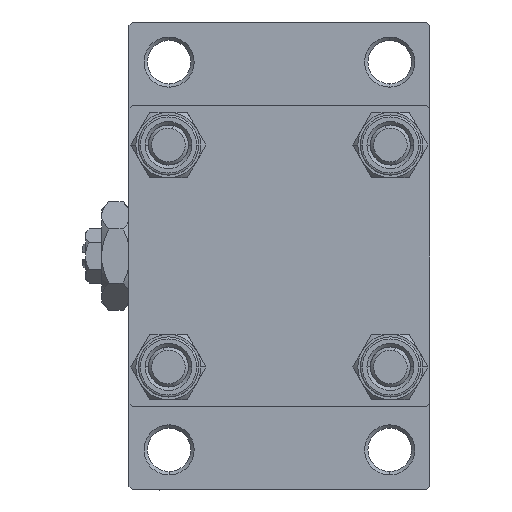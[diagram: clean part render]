
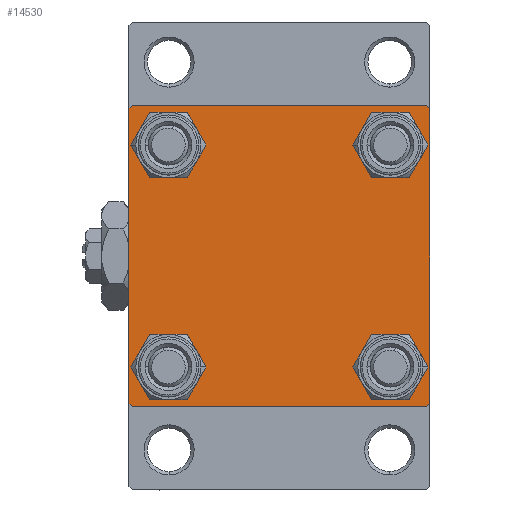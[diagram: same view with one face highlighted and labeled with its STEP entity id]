
A CAD part, left-side view. The second image highlights one B-rep face of the part: STEP entity #14530.
In plain terms, the highlighted planar face has unit normal (-1, 0, 0).
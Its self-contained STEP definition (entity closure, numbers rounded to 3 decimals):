
#1854 = DIRECTION ( 'NONE',  ( 0., -0.707, -0.707 ) ) ;
#1986 = CARTESIAN_POINT ( 'NONE',  ( 0., 22.5, -22.5 ) ) ;
#2073 = VECTOR ( 'NONE', #33310, 1000. ) ;
#2116 = LINE ( 'NONE', #36074, #31981 ) ;
#2381 = VERTEX_POINT ( 'NONE', #26935 ) ;
#2416 = FACE_BOUND ( 'NONE', #17379, .T. ) ;
#2545 = CARTESIAN_POINT ( 'NONE',  ( 0., -16.6, 20.1 ) ) ;
#2997 = DIRECTION ( 'NONE',  ( 1., 0., 0. ) ) ;
#3055 = EDGE_CURVE ( 'NONE', #29073, #38788, #2116, .T. ) ;
#3359 = ORIENTED_EDGE ( 'NONE', *, *, #30772, .T. ) ;
#3674 = VECTOR ( 'NONE', #5147, 1000. ) ;
#4970 = ORIENTED_EDGE ( 'NONE', *, *, #26418, .T. ) ;
#5021 = CARTESIAN_POINT ( 'NONE',  ( 0., -16.6, 13.1 ) ) ;
#5147 = DIRECTION ( 'NONE',  ( 0., 0., -1. ) ) ;
#5689 = LINE ( 'NONE', #1986, #33891 ) ;
#5809 = EDGE_LOOP ( 'NONE', ( #34171, #3359 ) ) ;
#6363 = CARTESIAN_POINT ( 'NONE',  ( 0., 0., 0. ) ) ;
#6424 = EDGE_CURVE ( 'NONE', #24375, #37113, #6724, .T. ) ;
#6703 = DIRECTION ( 'NONE',  ( 0., 0., 1. ) ) ;
#6724 = CIRCLE ( 'NONE', #18589, 3.5 ) ;
#6755 = CARTESIAN_POINT ( 'NONE',  ( 0., -16.6, -20.1 ) ) ;
#6787 = EDGE_LOOP ( 'NONE', ( #11790, #4970, #12116, #21016, #18651, #25404, #41985, #11979 ) ) ;
#6796 = CIRCLE ( 'NONE', #11535, 3.5 ) ;
#6923 = VERTEX_POINT ( 'NONE', #2545 ) ;
#7597 = AXIS2_PLACEMENT_3D ( 'NONE', #28052, #13643, #10166 ) ;
#7897 = DIRECTION ( 'NONE',  ( 0., 0., 1. ) ) ;
#8384 = EDGE_CURVE ( 'NONE', #41948, #6923, #6796, .T. ) ;
#8774 = EDGE_CURVE ( 'NONE', #37610, #36517, #40751, .T. ) ;
#9479 = CARTESIAN_POINT ( 'NONE',  ( 0., -22., -22.5 ) ) ;
#9653 = CARTESIAN_POINT ( 'NONE',  ( 0., -22., 22.5 ) ) ;
#9778 = CIRCLE ( 'NONE', #27201, 3.5 ) ;
#10010 = CARTESIAN_POINT ( 'NONE',  ( 0., 22.5, 22.5 ) ) ;
#10166 = DIRECTION ( 'NONE',  ( 0., 0., 1. ) ) ;
#11303 = EDGE_CURVE ( 'NONE', #21746, #2381, #37881, .T. ) ;
#11535 = AXIS2_PLACEMENT_3D ( 'NONE', #21535, #25012, #40143 ) ;
#11790 = ORIENTED_EDGE ( 'NONE', *, *, #8774, .T. ) ;
#11979 = ORIENTED_EDGE ( 'NONE', *, *, #23068, .T. ) ;
#12116 = ORIENTED_EDGE ( 'NONE', *, *, #14060, .T. ) ;
#12335 = DIRECTION ( 'NONE',  ( 0., 0.707, -0.707 ) ) ;
#12527 = ORIENTED_EDGE ( 'NONE', *, *, #32076, .T. ) ;
#13643 = DIRECTION ( 'NONE',  ( 1., 0., 0. ) ) ;
#13795 = FACE_BOUND ( 'NONE', #5809, .T. ) ;
#14008 = VECTOR ( 'NONE', #48067, 1000. ) ;
#14060 = EDGE_CURVE ( 'NONE', #30824, #21746, #5689, .T. ) ;
#14530 = ADVANCED_FACE ( 'NONE', ( #39856, #36372, #2416, #13795, #48014 ), #25218, .T. ) ;
#14536 = VECTOR ( 'NONE', #1854, 1000. ) ;
#14987 = CARTESIAN_POINT ( 'NONE',  ( 0., 16.6, -20.1 ) ) ;
#15386 = CARTESIAN_POINT ( 'NONE',  ( 0., -22.25, 22.25 ) ) ;
#15528 = AXIS2_PLACEMENT_3D ( 'NONE', #44800, #44559, #37358 ) ;
#15945 = VERTEX_POINT ( 'NONE', #14987 ) ;
#16563 = ORIENTED_EDGE ( 'NONE', *, *, #33044, .T. ) ;
#17379 = EDGE_LOOP ( 'NONE', ( #16563, #12527 ) ) ;
#17667 = CARTESIAN_POINT ( 'NONE',  ( 0., 16.6, 16.6 ) ) ;
#17913 = CARTESIAN_POINT ( 'NONE',  ( 0., 22., -22.5 ) ) ;
#18589 = AXIS2_PLACEMENT_3D ( 'NONE', #22035, #25759, #32944 ) ;
#18651 = ORIENTED_EDGE ( 'NONE', *, *, #35527, .F. ) ;
#19389 = CARTESIAN_POINT ( 'NONE',  ( 0., 22.5, 22. ) ) ;
#19614 = DIRECTION ( 'NONE',  ( 0., 0.707, 0.707 ) ) ;
#19842 = DIRECTION ( 'NONE',  ( 1., 0., 0. ) ) ;
#20294 = VERTEX_POINT ( 'NONE', #26571 ) ;
#20698 = LINE ( 'NONE', #35821, #14536 ) ;
#21016 = ORIENTED_EDGE ( 'NONE', *, *, #11303, .T. ) ;
#21492 = DIRECTION ( 'NONE',  ( -1., 0., 0. ) ) ;
#21535 = CARTESIAN_POINT ( 'NONE',  ( 0., -16.6, 16.6 ) ) ;
#21746 = VERTEX_POINT ( 'NONE', #9479 ) ;
#22035 = CARTESIAN_POINT ( 'NONE',  ( 0., -16.6, -16.6 ) ) ;
#23068 = EDGE_CURVE ( 'NONE', #29073, #37610, #38375, .T. ) ;
#23269 = LINE ( 'NONE', #38635, #3674 ) ;
#23272 = DIRECTION ( 'NONE',  ( 1., 0., 0. ) ) ;
#23310 = DIRECTION ( 'NONE',  ( 0., 0., 1. ) ) ;
#24375 = VERTEX_POINT ( 'NONE', #6755 ) ;
#24994 = VECTOR ( 'NONE', #19614, 1000. ) ;
#25012 = DIRECTION ( 'NONE',  ( 1., 0., 0. ) ) ;
#25218 = PLANE ( 'NONE',  #46611 ) ;
#25230 = ORIENTED_EDGE ( 'NONE', *, *, #32444, .T. ) ;
#25404 = ORIENTED_EDGE ( 'NONE', *, *, #30890, .T. ) ;
#25438 = EDGE_CURVE ( 'NONE', #27470, #20294, #9778, .T. ) ;
#25759 = DIRECTION ( 'NONE',  ( 1., 0., 0. ) ) ;
#25827 = CARTESIAN_POINT ( 'NONE',  ( 0., 22.25, 22.25 ) ) ;
#26371 = EDGE_LOOP ( 'NONE', ( #28059, #39574 ) ) ;
#26418 = EDGE_CURVE ( 'NONE', #36517, #30824, #20698, .T. ) ;
#26484 = CARTESIAN_POINT ( 'NONE',  ( 0., -22.25, -22.25 ) ) ;
#26571 = CARTESIAN_POINT ( 'NONE',  ( 0., 16.6, 13.1 ) ) ;
#26646 = CARTESIAN_POINT ( 'NONE',  ( 0., -22.5, 22. ) ) ;
#26755 = CARTESIAN_POINT ( 'NONE',  ( 0., -16.6, -16.6 ) ) ;
#26935 = CARTESIAN_POINT ( 'NONE',  ( 0., -22.5, -22. ) ) ;
#27201 = AXIS2_PLACEMENT_3D ( 'NONE', #40680, #2997, #6703 ) ;
#27450 = CIRCLE ( 'NONE', #15528, 3.5 ) ;
#27470 = VERTEX_POINT ( 'NONE', #28126 ) ;
#27556 = LINE ( 'NONE', #15386, #24994 ) ;
#28052 = CARTESIAN_POINT ( 'NONE',  ( 0., 16.6, -16.6 ) ) ;
#28059 = ORIENTED_EDGE ( 'NONE', *, *, #47306, .T. ) ;
#28126 = CARTESIAN_POINT ( 'NONE',  ( 0., 16.6, 20.1 ) ) ;
#28240 = CIRCLE ( 'NONE', #48793, 3.5 ) ;
#29073 = VERTEX_POINT ( 'NONE', #38173 ) ;
#29095 = CARTESIAN_POINT ( 'NONE',  ( 0., 22.5, -22. ) ) ;
#30772 = EDGE_CURVE ( 'NONE', #20294, #27470, #32913, .T. ) ;
#30824 = VERTEX_POINT ( 'NONE', #17913 ) ;
#30890 = EDGE_CURVE ( 'NONE', #32875, #38788, #27556, .T. ) ;
#31875 = EDGE_LOOP ( 'NONE', ( #25230, #44426 ) ) ;
#31981 = VECTOR ( 'NONE', #47962, 1000. ) ;
#32076 = EDGE_CURVE ( 'NONE', #15945, #35369, #42439, .T. ) ;
#32239 = DIRECTION ( 'NONE',  ( 0., -1., 0. ) ) ;
#32444 = EDGE_CURVE ( 'NONE', #6923, #41948, #27450, .T. ) ;
#32783 = DIRECTION ( 'NONE',  ( 1., 0., 0. ) ) ;
#32875 = VERTEX_POINT ( 'NONE', #26646 ) ;
#32913 = CIRCLE ( 'NONE', #36082, 3.5 ) ;
#32944 = DIRECTION ( 'NONE',  ( 0., 0., 1. ) ) ;
#33044 = EDGE_CURVE ( 'NONE', #35369, #15945, #28240, .T. ) ;
#33107 = CARTESIAN_POINT ( 'NONE',  ( 0., -16.6, -13.1 ) ) ;
#33310 = DIRECTION ( 'NONE',  ( 0., 0., -1. ) ) ;
#33891 = VECTOR ( 'NONE', #32239, 1000. ) ;
#34171 = ORIENTED_EDGE ( 'NONE', *, *, #25438, .T. ) ;
#35369 = VERTEX_POINT ( 'NONE', #40415 ) ;
#35527 = EDGE_CURVE ( 'NONE', #32875, #2381, #23269, .T. ) ;
#35821 = CARTESIAN_POINT ( 'NONE',  ( 0., 22.25, -22.25 ) ) ;
#36074 = CARTESIAN_POINT ( 'NONE',  ( 0., 22.5, 22.5 ) ) ;
#36082 = AXIS2_PLACEMENT_3D ( 'NONE', #17667, #32783, #47908 ) ;
#36372 = FACE_BOUND ( 'NONE', #26371, .T. ) ;
#36517 = VERTEX_POINT ( 'NONE', #29095 ) ;
#36609 = DIRECTION ( 'NONE',  ( 0., 0., 1. ) ) ;
#37113 = VERTEX_POINT ( 'NONE', #33107 ) ;
#37358 = DIRECTION ( 'NONE',  ( 0., 0., 1. ) ) ;
#37610 = VERTEX_POINT ( 'NONE', #19389 ) ;
#37881 = LINE ( 'NONE', #26484, #14008 ) ;
#38002 = CIRCLE ( 'NONE', #41268, 3.5 ) ;
#38173 = CARTESIAN_POINT ( 'NONE',  ( 0., 22., 22.5 ) ) ;
#38375 = LINE ( 'NONE', #25827, #44533 ) ;
#38424 = CARTESIAN_POINT ( 'NONE',  ( 0., 16.6, -16.6 ) ) ;
#38635 = CARTESIAN_POINT ( 'NONE',  ( 0., -22.5, 22.5 ) ) ;
#38788 = VERTEX_POINT ( 'NONE', #9653 ) ;
#39574 = ORIENTED_EDGE ( 'NONE', *, *, #6424, .T. ) ;
#39856 = FACE_BOUND ( 'NONE', #31875, .T. ) ;
#40143 = DIRECTION ( 'NONE',  ( 0., 0., 1. ) ) ;
#40415 = CARTESIAN_POINT ( 'NONE',  ( 0., 16.6, -13.1 ) ) ;
#40680 = CARTESIAN_POINT ( 'NONE',  ( 0., 16.6, 16.6 ) ) ;
#40751 = LINE ( 'NONE', #10010, #2073 ) ;
#41268 = AXIS2_PLACEMENT_3D ( 'NONE', #26755, #23272, #7897 ) ;
#41948 = VERTEX_POINT ( 'NONE', #5021 ) ;
#41985 = ORIENTED_EDGE ( 'NONE', *, *, #3055, .F. ) ;
#42439 = CIRCLE ( 'NONE', #7597, 3.5 ) ;
#44426 = ORIENTED_EDGE ( 'NONE', *, *, #8384, .T. ) ;
#44533 = VECTOR ( 'NONE', #12335, 1000. ) ;
#44559 = DIRECTION ( 'NONE',  ( 1., 0., 0. ) ) ;
#44800 = CARTESIAN_POINT ( 'NONE',  ( 0., -16.6, 16.6 ) ) ;
#46611 = AXIS2_PLACEMENT_3D ( 'NONE', #6363, #21492, #36609 ) ;
#47306 = EDGE_CURVE ( 'NONE', #37113, #24375, #38002, .T. ) ;
#47908 = DIRECTION ( 'NONE',  ( 0., 0., 1. ) ) ;
#47962 = DIRECTION ( 'NONE',  ( 0., -1., 0. ) ) ;
#48014 = FACE_OUTER_BOUND ( 'NONE', #6787, .T. ) ;
#48067 = DIRECTION ( 'NONE',  ( 0., -0.707, 0.707 ) ) ;
#48793 = AXIS2_PLACEMENT_3D ( 'NONE', #38424, #19842, #23310 ) ;
